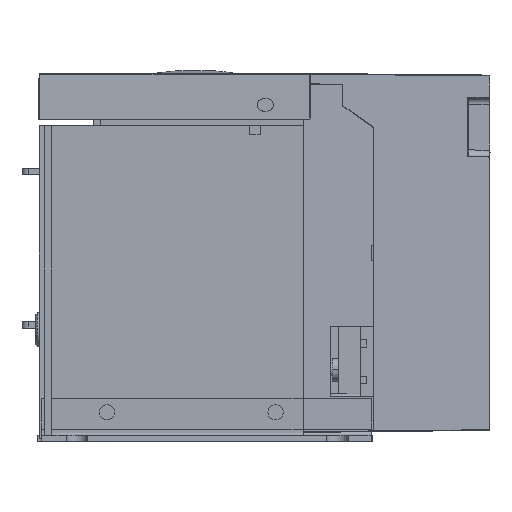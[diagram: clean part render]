
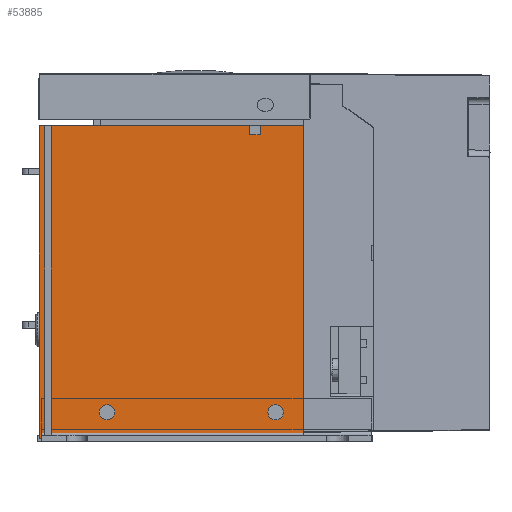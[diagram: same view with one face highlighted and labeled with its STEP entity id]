
A CAD part, left-side view. The second image highlights one B-rep face of the part: STEP entity #53885.
In plain terms, the highlighted face is planar.
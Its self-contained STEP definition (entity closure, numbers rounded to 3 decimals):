
#1960=CIRCLE('',#58235,2.5);
#1961=CIRCLE('',#58236,2.5);
#16892=ORIENTED_EDGE('',*,*,#24600,.F.);
#16893=ORIENTED_EDGE('',*,*,#24601,.F.);
#16894=ORIENTED_EDGE('',*,*,#24585,.F.);
#16895=ORIENTED_EDGE('',*,*,#24602,.F.);
#16896=ORIENTED_EDGE('',*,*,#24603,.F.);
#16897=ORIENTED_EDGE('',*,*,#24604,.F.);
#16898=ORIENTED_EDGE('',*,*,#24594,.F.);
#16899=ORIENTED_EDGE('',*,*,#24590,.F.);
#16900=ORIENTED_EDGE('',*,*,#24599,.F.);
#16901=ORIENTED_EDGE('',*,*,#24596,.F.);
#24585=EDGE_CURVE('',#29636,#29637,#36009,.T.);
#24590=EDGE_CURVE('',#29641,#29642,#36014,.T.);
#24594=EDGE_CURVE('',#29642,#29644,#36018,.T.);
#24596=EDGE_CURVE('',#29637,#29646,#36020,.T.);
#24599=EDGE_CURVE('',#29646,#29641,#36023,.T.);
#24600=EDGE_CURVE('',#29647,#29647,#1960,.T.);
#24601=EDGE_CURVE('',#29648,#29648,#1961,.T.);
#24602=EDGE_CURVE('',#29649,#29636,#36024,.T.);
#24603=EDGE_CURVE('',#29650,#29649,#36025,.T.);
#24604=EDGE_CURVE('',#29644,#29650,#36026,.T.);
#29636=VERTEX_POINT('',#88618);
#29637=VERTEX_POINT('',#88620);
#29641=VERTEX_POINT('',#88629);
#29642=VERTEX_POINT('',#88631);
#29644=VERTEX_POINT('',#88636);
#29646=VERTEX_POINT('',#88643);
#29647=VERTEX_POINT('',#88650);
#29648=VERTEX_POINT('',#88652);
#29649=VERTEX_POINT('',#88654);
#29650=VERTEX_POINT('',#88656);
#36009=LINE('',#88619,#42373);
#36014=LINE('',#88630,#42378);
#36018=LINE('',#88638,#42382);
#36020=LINE('',#88642,#42384);
#36023=LINE('',#88647,#42387);
#36024=LINE('',#88653,#42388);
#36025=LINE('',#88655,#42389);
#36026=LINE('',#88657,#42390);
#42373=VECTOR('',#72200,1000.);
#42378=VECTOR('',#72207,1000.);
#42382=VECTOR('',#72213,1000.);
#42384=VECTOR('',#72217,1000.);
#42387=VECTOR('',#72222,1000.);
#42388=VECTOR('',#72229,1000.);
#42389=VECTOR('',#72230,1000.);
#42390=VECTOR('',#72231,1000.);
#45624=EDGE_LOOP('',(#16892));
#45625=EDGE_LOOP('',(#16893));
#45626=EDGE_LOOP('',(#16894,#16895,#16896,#16897,#16898,#16899,#16900,#16901));
#48863=FACE_BOUND('',#45624,.T.);
#48864=FACE_BOUND('',#45625,.T.);
#48865=FACE_BOUND('',#45626,.T.);
#51104=PLANE('',#58234);
#53885=ADVANCED_FACE('',(#48863,#48864,#48865),#51104,.F.);
#58234=AXIS2_PLACEMENT_3D('',#88648,#72223,#72224);
#58235=AXIS2_PLACEMENT_3D('',#88649,#72225,#72226);
#58236=AXIS2_PLACEMENT_3D('',#88651,#72227,#72228);
#72200=DIRECTION('',(1.,0.,0.));
#72207=DIRECTION('',(0.,0.,1.));
#72213=DIRECTION('',(1.,0.,0.));
#72217=DIRECTION('',(0.,0.,-1.));
#72222=DIRECTION('',(-1.,0.,0.));
#72223=DIRECTION('',(0.,1.,0.));
#72224=DIRECTION('',(0.,0.,1.));
#72225=DIRECTION('',(0.,-1.,0.));
#72226=DIRECTION('',(1.,0.,0.));
#72227=DIRECTION('',(0.,-1.,0.));
#72228=DIRECTION('',(1.,0.,0.));
#72229=DIRECTION('',(0.,0.,1.));
#72230=DIRECTION('',(1.,0.,0.));
#72231=DIRECTION('',(0.,0.,-1.));
#88618=CARTESIAN_POINT('',(27.5,-2.,51.));
#88619=CARTESIAN_POINT('',(-41.5,-2.,51.));
#88620=CARTESIAN_POINT('',(41.5,-2.,51.));
#88629=CARTESIAN_POINT('',(-44.67,-2.,-51.));
#88630=CARTESIAN_POINT('',(-44.67,-2.,0.));
#88631=CARTESIAN_POINT('',(-44.67,-2.,51.));
#88636=CARTESIAN_POINT('',(24.,-2.,51.));
#88638=CARTESIAN_POINT('',(-41.5,-2.,51.));
#88642=CARTESIAN_POINT('',(41.5,-2.,51.));
#88643=CARTESIAN_POINT('',(41.5,-2.,-51.));
#88647=CARTESIAN_POINT('',(41.5,-2.,-51.));
#88648=CARTESIAN_POINT('',(0.,-2.,0.));
#88649=CARTESIAN_POINT('',(32.5,-2.,-42.5));
#88650=CARTESIAN_POINT('',(35.,-2.,-42.5));
#88651=CARTESIAN_POINT('',(-22.5,-2.,-42.5));
#88652=CARTESIAN_POINT('',(-20.,-2.,-42.5));
#88653=CARTESIAN_POINT('',(27.5,-2.,48.));
#88654=CARTESIAN_POINT('',(27.5,-2.,48.));
#88655=CARTESIAN_POINT('',(24.,-2.,48.));
#88656=CARTESIAN_POINT('',(24.,-2.,48.));
#88657=CARTESIAN_POINT('',(24.,-2.,51.));
